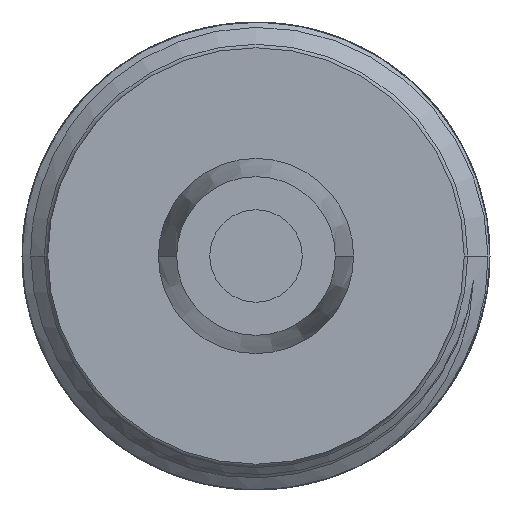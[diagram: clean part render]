
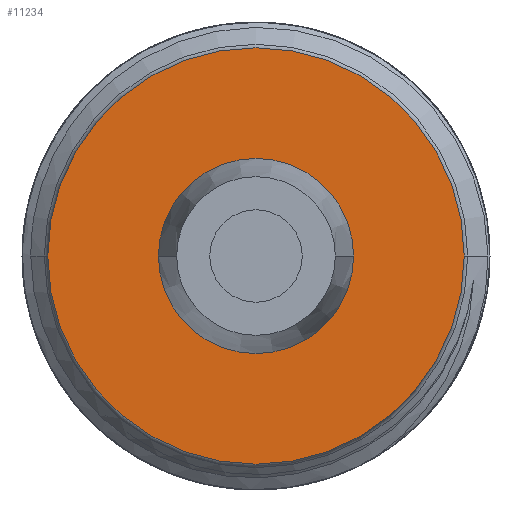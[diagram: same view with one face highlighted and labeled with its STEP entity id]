
A CAD part, front view. The second image highlights one B-rep face of the part: STEP entity #11234.
In plain terms, the highlighted planar face has unit normal (0, -1, 0).
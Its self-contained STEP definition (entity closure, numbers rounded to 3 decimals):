
#10=CARTESIAN_POINT('',(0.,-99.06,0.));
#11=DIRECTION('',(0.,-1.,0.));
#12=DIRECTION('',(-1.,0.,0.));
#13=AXIS2_PLACEMENT_3D('',#10,#11,#12);
#143=CARTESIAN_POINT('',(0.,-99.06,0.));
#144=DIRECTION('',(0.,1.,0.));
#145=DIRECTION('',(-1.,0.,0.));
#146=AXIS2_PLACEMENT_3D('',#143,#144,#145);
#10765=CARTESIAN_POINT('',(0.,-99.06,0.));
#10766=DIRECTION('',(0.,-1.,0.));
#10767=DIRECTION('',(1.,0.,0.));
#10768=AXIS2_PLACEMENT_3D('',#10765,#10766,#10767);
#10775=CARTESIAN_POINT('',(0.,-99.06,0.));
#10776=DIRECTION('',(0.,-1.,0.));
#10777=DIRECTION('',(-1.,0.,0.));
#10778=AXIS2_PLACEMENT_3D('',#10775,#10776,#10777);
#10839=CARTESIAN_POINT('',(-13.335,-99.06,0.));
#10840=CARTESIAN_POINT('',(13.335,-99.06,0.));
#10841=VERTEX_POINT('',#10839);
#10842=VERTEX_POINT('',#10840);
#11213=CARTESIAN_POINT('',(6.249,-99.06,0.));
#11214=CARTESIAN_POINT('',(-6.249,-99.06,0.));
#11215=VERTEX_POINT('',#11213);
#11216=VERTEX_POINT('',#11214);
#11217=CARTESIAN_POINT('',(0.,-99.06,0.));
#11218=DIRECTION('',(0.,1.,0.));
#11219=DIRECTION('',(-1.,0.,0.));
#11220=AXIS2_PLACEMENT_3D('',#11217,#11218,#11219);
#11221=PLANE('',#11220);
#11223=ORIENTED_EDGE('',*,*,#11222,.F.);
#11225=ORIENTED_EDGE('',*,*,#11224,.T.);
#11226=EDGE_LOOP('',(#11223,#11225));
#11227=FACE_OUTER_BOUND('',#11226,.F.);
#11229=ORIENTED_EDGE('',*,*,#11228,.T.);
#11231=ORIENTED_EDGE('',*,*,#11230,.T.);
#11232=EDGE_LOOP('',(#11229,#11231));
#11233=FACE_BOUND('',#11232,.F.);
#11234=ADVANCED_FACE('',(#11227,#11233),#11221,.F.);
#14=CIRCLE('',#13,13.335);
#147=CIRCLE('',#146,13.335);
#10769=CIRCLE('',#10768,6.249);
#10779=CIRCLE('',#10778,6.249);
#11222=EDGE_CURVE('',#10841,#10842,#14,.T.);
#11224=EDGE_CURVE('',#10841,#10842,#147,.T.);
#11228=EDGE_CURVE('',#11215,#11216,#10769,.T.);
#11230=EDGE_CURVE('',#11216,#11215,#10779,.T.);
